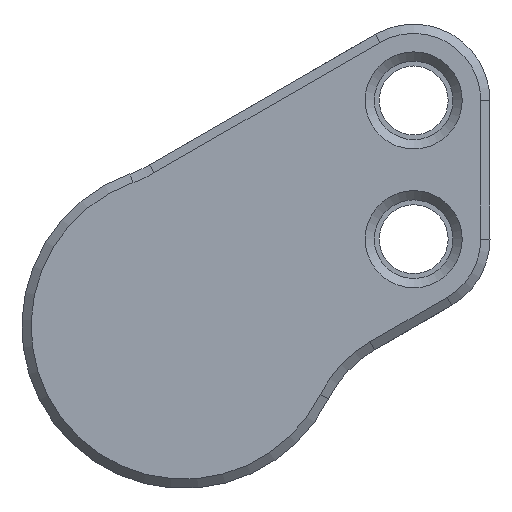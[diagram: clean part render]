
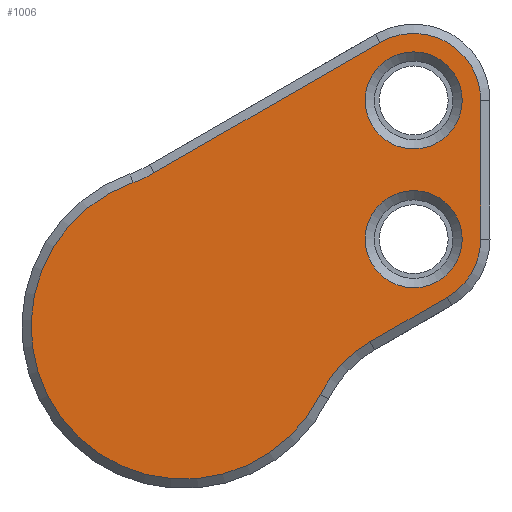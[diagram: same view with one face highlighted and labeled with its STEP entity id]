
A CAD part, left-side view. The second image highlights one B-rep face of the part: STEP entity #1006.
In plain terms, the highlighted planar face has unit normal (-1, 0, 0).
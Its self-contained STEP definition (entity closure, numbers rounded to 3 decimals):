
#70=FACE_BOUND('',#170,.T.);
#71=FACE_BOUND('',#171,.T.);
#104=FACE_OUTER_BOUND('',#169,.T.);
#169=EDGE_LOOP('',(#784,#785,#786,#787,#788,#789,#790,#791));
#170=EDGE_LOOP('',(#792,#793));
#171=EDGE_LOOP('',(#794,#795));
#224=CIRCLE('',#1076,6.6);
#229=CIRCLE('',#1085,2.1);
#230=CIRCLE('',#1086,2.1);
#231=CIRCLE('',#1088,2.1);
#232=CIRCLE('',#1089,2.1);
#241=CIRCLE('',#1109,5.4);
#242=CIRCLE('',#1111,5.4);
#243=CIRCLE('',#1115,2.9);
#244=CIRCLE('',#1117,2.9);
#302=LINE('',#1662,#374);
#307=LINE('',#1681,#379);
#308=LINE('',#1682,#380);
#374=VECTOR('',#1315,1000.);
#379=VECTOR('',#1340,1000.);
#380=VECTOR('',#1341,1000.);
#440=VERTEX_POINT('',#1562);
#441=VERTEX_POINT('',#1563);
#447=VERTEX_POINT('',#1594);
#448=VERTEX_POINT('',#1596);
#449=VERTEX_POINT('',#1600);
#450=VERTEX_POINT('',#1602);
#461=VERTEX_POINT('',#1659);
#462=VERTEX_POINT('',#1661);
#463=VERTEX_POINT('',#1667);
#464=VERTEX_POINT('',#1674);
#465=VERTEX_POINT('',#1678);
#466=VERTEX_POINT('',#1679);
#536=EDGE_CURVE('',#440,#441,#224,.T.);
#548=EDGE_CURVE('',#448,#447,#229,.T.);
#549=EDGE_CURVE('',#447,#448,#230,.T.);
#551=EDGE_CURVE('',#450,#449,#231,.T.);
#552=EDGE_CURVE('',#449,#450,#232,.T.);
#574=EDGE_CURVE('',#461,#462,#302,.T.);
#576=EDGE_CURVE('',#441,#461,#241,.T.);
#578=EDGE_CURVE('',#463,#440,#242,.T.);
#581=EDGE_CURVE('',#462,#464,#243,.T.);
#582=EDGE_CURVE('',#465,#466,#244,.T.);
#583=EDGE_CURVE('',#466,#464,#307,.T.);
#584=EDGE_CURVE('',#463,#465,#308,.T.);
#784=ORIENTED_EDGE('',*,*,#582,.T.);
#785=ORIENTED_EDGE('',*,*,#583,.T.);
#786=ORIENTED_EDGE('',*,*,#581,.F.);
#787=ORIENTED_EDGE('',*,*,#574,.F.);
#788=ORIENTED_EDGE('',*,*,#576,.F.);
#789=ORIENTED_EDGE('',*,*,#536,.F.);
#790=ORIENTED_EDGE('',*,*,#578,.F.);
#791=ORIENTED_EDGE('',*,*,#584,.T.);
#792=ORIENTED_EDGE('',*,*,#548,.T.);
#793=ORIENTED_EDGE('',*,*,#549,.T.);
#794=ORIENTED_EDGE('',*,*,#551,.T.);
#795=ORIENTED_EDGE('',*,*,#552,.T.);
#963=PLANE('',#1116);
#1006=ADVANCED_FACE('',(#104,#70,#71),#963,.T.);
#1076=AXIS2_PLACEMENT_3D('',#1564,#1236,#1237);
#1085=AXIS2_PLACEMENT_3D('',#1597,#1259,#1260);
#1086=AXIS2_PLACEMENT_3D('',#1598,#1261,#1262);
#1088=AXIS2_PLACEMENT_3D('',#1603,#1266,#1267);
#1089=AXIS2_PLACEMENT_3D('',#1604,#1268,#1269);
#1109=AXIS2_PLACEMENT_3D('',#1665,#1319,#1320);
#1111=AXIS2_PLACEMENT_3D('',#1669,#1324,#1325);
#1115=AXIS2_PLACEMENT_3D('',#1676,#1334,#1335);
#1116=AXIS2_PLACEMENT_3D('',#1677,#1336,#1337);
#1117=AXIS2_PLACEMENT_3D('',#1680,#1338,#1339);
#1236=DIRECTION('center_axis',(1.,0.,0.));
#1237=DIRECTION('ref_axis',(0.,1.,0.));
#1259=DIRECTION('center_axis',(1.,0.,0.));
#1260=DIRECTION('ref_axis',(0.,0.,1.));
#1261=DIRECTION('center_axis',(1.,0.,0.));
#1262=DIRECTION('ref_axis',(0.,0.,1.));
#1266=DIRECTION('center_axis',(1.,0.,0.));
#1267=DIRECTION('ref_axis',(0.,0.,1.));
#1268=DIRECTION('center_axis',(1.,0.,0.));
#1269=DIRECTION('ref_axis',(0.,0.,1.));
#1315=DIRECTION('',(0.,-0.866,0.5));
#1319=DIRECTION('center_axis',(-1.,0.,0.));
#1320=DIRECTION('ref_axis',(0.,0.,1.));
#1324=DIRECTION('center_axis',(-1.,0.,0.));
#1325=DIRECTION('ref_axis',(0.,0.,1.));
#1334=DIRECTION('center_axis',(1.,0.,0.));
#1335=DIRECTION('ref_axis',(0.,0.,-1.));
#1336=DIRECTION('center_axis',(-1.,0.,0.));
#1337=DIRECTION('ref_axis',(0.,0.,1.));
#1338=DIRECTION('center_axis',(-1.,0.,0.));
#1339=DIRECTION('ref_axis',(0.,1.,0.));
#1340=DIRECTION('',(0.,0.,1.));
#1341=DIRECTION('',(0.,-0.866,0.5));
#1562=CARTESIAN_POINT('',(-15.,60.339,88.185));
#1563=CARTESIAN_POINT('',(-15.,68.443,97.349));
#1564=CARTESIAN_POINT('Origin',(-15.,66.248,91.124));
#1594=CARTESIAN_POINT('',(-15.,56.305,92.802));
#1596=CARTESIAN_POINT('',(-15.,56.305,97.002));
#1597=CARTESIAN_POINT('Origin',(-15.,56.305,94.902));
#1598=CARTESIAN_POINT('Origin',(-15.,56.305,94.902));
#1600=CARTESIAN_POINT('',(-15.,56.305,98.802));
#1602=CARTESIAN_POINT('',(-15.,56.305,103.002));
#1603=CARTESIAN_POINT('Origin',(-15.,56.305,100.902));
#1604=CARTESIAN_POINT('Origin',(-15.,56.305,100.902));
#1659=CARTESIAN_POINT('',(-15.,67.539,97.765));
#1661=CARTESIAN_POINT('',(-15.,57.755,103.413));
#1662=CARTESIAN_POINT('',(-15.,67.539,97.765));
#1665=CARTESIAN_POINT('Origin',(-15.,70.239,102.441));
#1667=CARTESIAN_POINT('',(-15.,58.203,90.457));
#1669=CARTESIAN_POINT('Origin',(-15.,55.503,85.781));
#1674=CARTESIAN_POINT('',(-15.,53.405,100.902));
#1676=CARTESIAN_POINT('Origin',(-15.,56.305,100.902));
#1677=CARTESIAN_POINT('Origin',(-15.,53.395,83.664));
#1678=CARTESIAN_POINT('',(-15.,54.855,92.39));
#1679=CARTESIAN_POINT('',(-15.,53.405,94.902));
#1680=CARTESIAN_POINT('Origin',(-15.,56.305,94.902));
#1681=CARTESIAN_POINT('',(-15.,53.405,93.962));
#1682=CARTESIAN_POINT('',(-15.,58.203,90.457));
